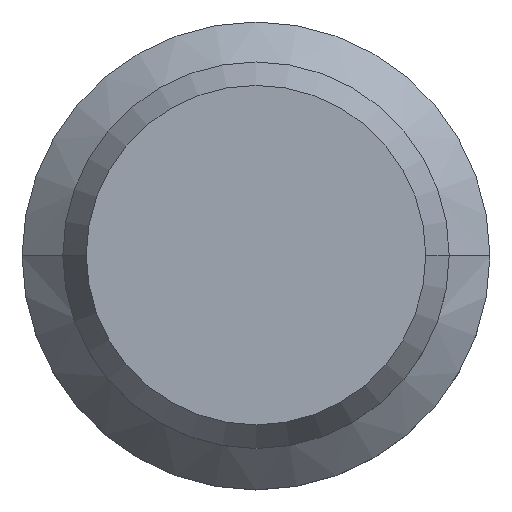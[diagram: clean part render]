
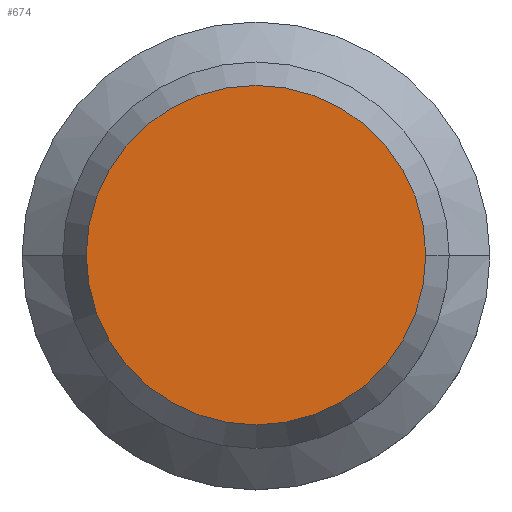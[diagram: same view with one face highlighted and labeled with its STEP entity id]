
A CAD part, top view. The second image highlights one B-rep face of the part: STEP entity #674.
In plain terms, the highlighted planar face has unit normal (0, 0, 1).
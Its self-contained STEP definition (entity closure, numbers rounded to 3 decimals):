
#127 = AXIS2_PLACEMENT_3D ( 'NONE', #904, #907, #131 ) ;
#131 = DIRECTION ( 'NONE',  ( 1., 0., 0. ) ) ;
#184 = CARTESIAN_POINT ( 'NONE',  ( -8.345, 0., 0. ) ) ;
#292 = CARTESIAN_POINT ( 'NONE',  ( 0., 8.345, 0. ) ) ;
#299 = AXIS2_PLACEMENT_3D ( 'NONE', #292, #579, #407 ) ;
#332 = VERTEX_POINT ( 'NONE', #459 ) ;
#379 = ORIENTED_EDGE ( 'NONE', *, *, #646, .T. ) ;
#407 = DIRECTION ( 'NONE',  ( -1., 0., 0. ) ) ;
#436 = CARTESIAN_POINT ( 'NONE',  ( 0., 0., 0. ) ) ;
#459 = CARTESIAN_POINT ( 'NONE',  ( 8.345, 0., 0. ) ) ;
#534 = VERTEX_POINT ( 'NONE', #184 ) ;
#549 = EDGE_LOOP ( 'NONE', ( #974, #379 ) ) ;
#579 = DIRECTION ( 'NONE',  ( 0., 0., -1. ) ) ;
#605 = CIRCLE ( 'NONE', #825, 8.345 ) ;
#646 = EDGE_CURVE ( 'NONE', #332, #534, #719, .T. ) ;
#660 = DIRECTION ( 'NONE',  ( 0., 0., 1. ) ) ;
#674 = ADVANCED_FACE ( 'NONE', ( #933 ), #1008, .F. ) ;
#719 = CIRCLE ( 'NONE', #127, 8.345 ) ;
#825 = AXIS2_PLACEMENT_3D ( 'NONE', #436, #660, #911 ) ;
#904 = CARTESIAN_POINT ( 'NONE',  ( 0., 0., 0. ) ) ;
#907 = DIRECTION ( 'NONE',  ( 0., 0., 1. ) ) ;
#911 = DIRECTION ( 'NONE',  ( 1., 0., 0. ) ) ;
#933 = FACE_OUTER_BOUND ( 'NONE', #549, .T. ) ;
#974 = ORIENTED_EDGE ( 'NONE', *, *, #1056, .T. ) ;
#1008 = PLANE ( 'NONE',  #299 ) ;
#1056 = EDGE_CURVE ( 'NONE', #534, #332, #605, .T. ) ;
